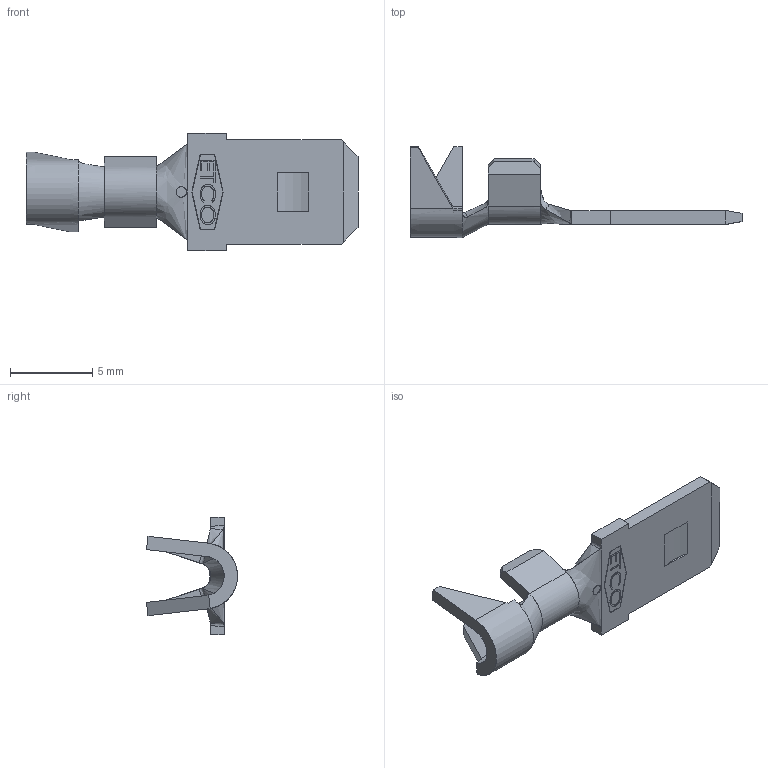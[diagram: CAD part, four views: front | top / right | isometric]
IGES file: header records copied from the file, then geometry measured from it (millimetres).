
Start section: SolidWorks IGES file using analytic representation for surfaces
Global section: file name: 08080.IGS; native system: SolidWorks 2014; preprocessor: SolidWorks 2014; author: sjohnson; date: 150129.085640; units: inch
Bounding box: 20.19 x 5.54 x 7.14 mm (x, y, z)
Surface area: 329 mm2 (no closed solid volume)
Topology: 0 solids, 0 shells, 167 faces, 1277 edges, 1277 vertices
Faces by surface type: bspline 147, revolution 20
